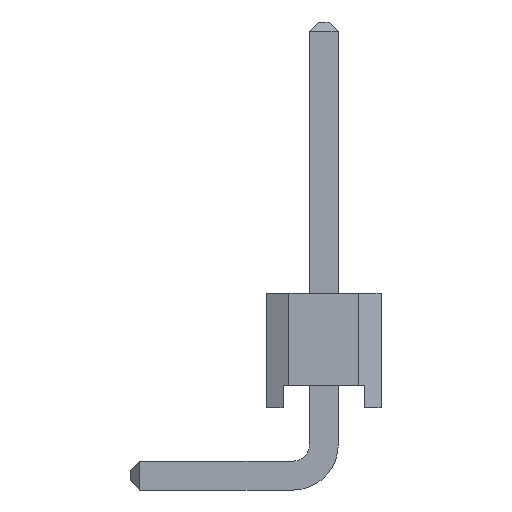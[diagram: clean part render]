
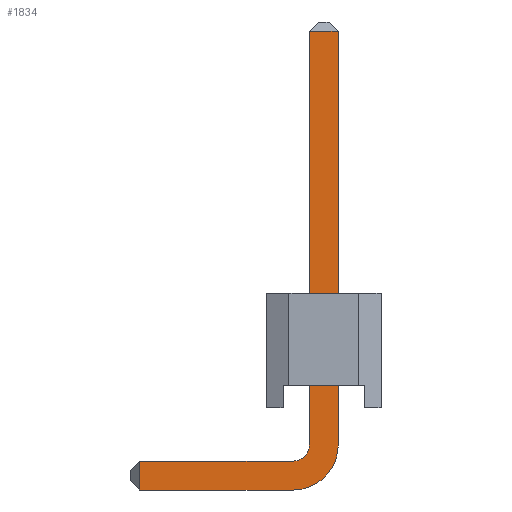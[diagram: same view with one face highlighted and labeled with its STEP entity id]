
A CAD part, left-side view. The second image highlights one B-rep face of the part: STEP entity #1834.
In plain terms, the highlighted planar face has unit normal (-1, 0, 0).
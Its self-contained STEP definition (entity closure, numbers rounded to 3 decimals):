
#61 = EDGE_CURVE ( 'NONE', #1609, #2020, #84, .T. ) ;
#84 = LINE ( 'NONE', #1069, #975 ) ;
#102 = DIRECTION ( 'NONE',  ( 0., 0., 1. ) ) ;
#143 = EDGE_CURVE ( 'NONE', #2020, #2018, #2193, .T. ) ;
#157 = EDGE_CURVE ( 'NONE', #2018, #1527, #353, .T. ) ;
#178 = EDGE_CURVE ( 'NONE', #1527, #1096, #1680, .T. ) ;
#219 = EDGE_CURVE ( 'NONE', #1096, #1087, #1041, .T. ) ;
#235 = EDGE_CURVE ( 'NONE', #1087, #1826, #553, .T. ) ;
#274 = CARTESIAN_POINT ( 'NONE',  ( -0.32, 0.32, -4.18 ) ) ;
#343 = ORIENTED_EDGE ( 'NONE', *, *, #219, .T. ) ;
#353 = LINE ( 'NONE', #1123, #2144 ) ;
#409 = CARTESIAN_POINT ( 'NONE',  ( -0.32, 0.32, -4.18 ) ) ;
#486 = DIRECTION ( 'NONE',  ( 0., 0., -1. ) ) ;
#553 = CIRCLE ( 'NONE', #1429, 0.36 ) ;
#561 = EDGE_CURVE ( 'NONE', #1506, #1609, #1230, .T. ) ;
#613 = VECTOR ( 'NONE', #1675, 1000. ) ;
#679 = VECTOR ( 'NONE', #1574, 1000. ) ;
#719 = CARTESIAN_POINT ( 'NONE',  ( -0.32, 0.68, -4.18 ) ) ;
#791 = DIRECTION ( 'NONE',  ( 0., 0., -1. ) ) ;
#805 = PLANE ( 'NONE',  #909 ) ;
#817 = AXIS2_PLACEMENT_3D ( 'NONE', #2104, #1038, #486 ) ;
#852 = DIRECTION ( 'NONE',  ( 0., 1., 0. ) ) ;
#901 = DIRECTION ( 'NONE',  ( 0., 0., -1. ) ) ;
#904 = FACE_OUTER_BOUND ( 'NONE', #2305, .T. ) ;
#909 = AXIS2_PLACEMENT_3D ( 'NONE', #987, #1178, #102 ) ;
#914 = CARTESIAN_POINT ( 'NONE',  ( -0.32, 0.32, 4.98 ) ) ;
#971 = CARTESIAN_POINT ( 'NONE',  ( -0.32, -0.32, 4.98 ) ) ;
#975 = VECTOR ( 'NONE', #1962, 1000. ) ;
#987 = CARTESIAN_POINT ( 'NONE',  ( -0.32, 0.68, -4.18 ) ) ;
#992 = CARTESIAN_POINT ( 'NONE',  ( -0.32, 4.07, -5.18 ) ) ;
#1038 = DIRECTION ( 'NONE',  ( -1., 0., 0. ) ) ;
#1041 = LINE ( 'NONE', #409, #613 ) ;
#1069 = CARTESIAN_POINT ( 'NONE',  ( -0.32, 0.68, -5.18 ) ) ;
#1087 = VERTEX_POINT ( 'NONE', #274 ) ;
#1096 = VERTEX_POINT ( 'NONE', #914 ) ;
#1123 = CARTESIAN_POINT ( 'NONE',  ( -0.32, -0.32, -4.18 ) ) ;
#1144 = ORIENTED_EDGE ( 'NONE', *, *, #143, .T. ) ;
#1178 = DIRECTION ( 'NONE',  ( -1., 0., 0. ) ) ;
#1226 = ORIENTED_EDGE ( 'NONE', *, *, #61, .T. ) ;
#1230 = LINE ( 'NONE', #2214, #1705 ) ;
#1297 = EDGE_CURVE ( 'NONE', #1826, #1506, #1520, .T. ) ;
#1322 = CARTESIAN_POINT ( 'NONE',  ( -0.32, 4.07, -4.54 ) ) ;
#1429 = AXIS2_PLACEMENT_3D ( 'NONE', #719, #1976, #901 ) ;
#1506 = VERTEX_POINT ( 'NONE', #1322 ) ;
#1520 = LINE ( 'NONE', #1753, #1943 ) ;
#1525 = ORIENTED_EDGE ( 'NONE', *, *, #157, .T. ) ;
#1527 = VERTEX_POINT ( 'NONE', #971 ) ;
#1559 = DIRECTION ( 'NONE',  ( 0., 0., 1. ) ) ;
#1574 = DIRECTION ( 'NONE',  ( 0., 1., 0. ) ) ;
#1584 = CARTESIAN_POINT ( 'NONE',  ( -0.32, 0.68, -5.18 ) ) ;
#1609 = VERTEX_POINT ( 'NONE', #992 ) ;
#1675 = DIRECTION ( 'NONE',  ( 0., 0., -1. ) ) ;
#1680 = LINE ( 'NONE', #2086, #679 ) ;
#1705 = VECTOR ( 'NONE', #791, 1000. ) ;
#1729 = ORIENTED_EDGE ( 'NONE', *, *, #235, .T. ) ;
#1753 = CARTESIAN_POINT ( 'NONE',  ( -0.32, 0.68, -4.54 ) ) ;
#1826 = VERTEX_POINT ( 'NONE', #1867 ) ;
#1828 = ORIENTED_EDGE ( 'NONE', *, *, #178, .T. ) ;
#1834 = ADVANCED_FACE ( 'NONE', ( #904 ), #805, .T. ) ;
#1841 = ORIENTED_EDGE ( 'NONE', *, *, #1297, .T. ) ;
#1867 = CARTESIAN_POINT ( 'NONE',  ( -0.32, 0.68, -4.54 ) ) ;
#1943 = VECTOR ( 'NONE', #852, 1000. ) ;
#1962 = DIRECTION ( 'NONE',  ( 0., -1., 0. ) ) ;
#1976 = DIRECTION ( 'NONE',  ( 1., 0., 0. ) ) ;
#2017 = ORIENTED_EDGE ( 'NONE', *, *, #561, .T. ) ;
#2018 = VERTEX_POINT ( 'NONE', #2271 ) ;
#2020 = VERTEX_POINT ( 'NONE', #1584 ) ;
#2086 = CARTESIAN_POINT ( 'NONE',  ( -0.32, 0.68, 4.98 ) ) ;
#2104 = CARTESIAN_POINT ( 'NONE',  ( -0.32, 0.68, -4.18 ) ) ;
#2144 = VECTOR ( 'NONE', #1559, 1000. ) ;
#2193 = CIRCLE ( 'NONE', #817, 1. ) ;
#2214 = CARTESIAN_POINT ( 'NONE',  ( -0.32, 4.07, -4.18 ) ) ;
#2271 = CARTESIAN_POINT ( 'NONE',  ( -0.32, -0.32, -4.18 ) ) ;
#2305 = EDGE_LOOP ( 'NONE', ( #343, #1729, #1841, #2017, #1226, #1144, #1525, #1828 ) ) ;
